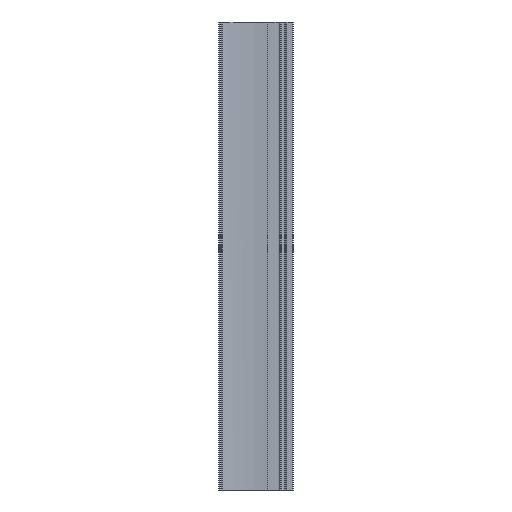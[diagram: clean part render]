
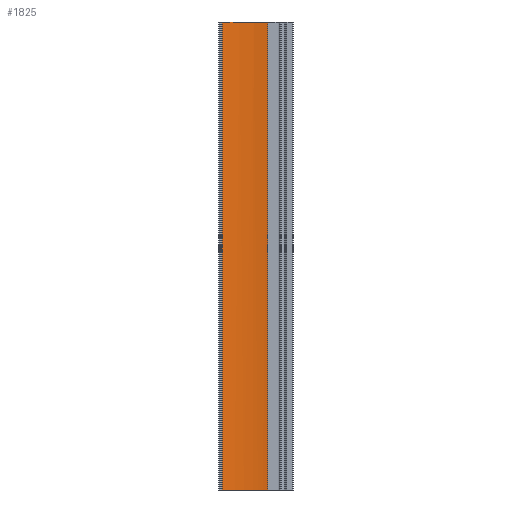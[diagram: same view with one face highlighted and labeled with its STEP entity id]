
A CAD part, front view. The second image highlights one B-rep face of the part: STEP entity #1825.
In plain terms, the highlighted cylindrical face has radius 70 mm (diameter 140 mm), a partial arc.
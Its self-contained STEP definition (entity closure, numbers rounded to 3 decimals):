
#279=CARTESIAN_POINT('',(0.,-68.052,-125.));
#280=DIRECTION('',(0.,0.,1.));
#281=DIRECTION('',(-0.209,0.978,0.));
#282=AXIS2_PLACEMENT_3D('',#279,#280,#281);
#287=CARTESIAN_POINT('',(0.,-68.052,-125.));
#288=DIRECTION('',(0.,0.,1.));
#289=DIRECTION('',(0.,1.,0.));
#290=AXIS2_PLACEMENT_3D('',#287,#288,#289);
#295=CARTESIAN_POINT('',(0.,-68.052,-125.));
#296=DIRECTION('',(0.,0.,1.));
#297=DIRECTION('',(0.113,0.994,0.));
#298=AXIS2_PLACEMENT_3D('',#295,#296,#297);
#437=CARTESIAN_POINT('',(0.,-68.052,125.));
#438=DIRECTION('',(0.,0.,-1.));
#439=DIRECTION('',(-0.209,0.978,0.));
#440=AXIS2_PLACEMENT_3D('',#437,#438,#439);
#445=CARTESIAN_POINT('',(0.,-68.052,125.));
#446=DIRECTION('',(0.,0.,-1.));
#447=DIRECTION('',(-0.234,0.972,0.));
#448=AXIS2_PLACEMENT_3D('',#445,#446,#447);
#856=DIRECTION('',(0.,0.,1.));
#857=VECTOR('',#856,250.);
#858=CARTESIAN_POINT('',(7.907,1.5,-125.));
#859=LINE('',#858,#857);
#863=DIRECTION('',(0.,0.,-1.));
#864=VECTOR('',#863,250.);
#865=CARTESIAN_POINT('',(-16.399,0.,125.));
#866=LINE('',#865,#864);
#1236=CARTESIAN_POINT('',(7.907,1.5,-125.));
#1237=VERTEX_POINT('',#1236);
#1238=CARTESIAN_POINT('',(0.,1.948,-125.));
#1239=VERTEX_POINT('',#1238);
#1240=CARTESIAN_POINT('',(-14.64,0.4,-125.));
#1241=VERTEX_POINT('',#1240);
#1242=CARTESIAN_POINT('',(-16.399,0.,-125.));
#1243=VERTEX_POINT('',#1242);
#1364=CARTESIAN_POINT('',(-16.399,0.,125.));
#1365=VERTEX_POINT('',#1364);
#1366=CARTESIAN_POINT('',(-14.64,0.4,125.));
#1367=CARTESIAN_POINT('',(7.907,1.5,125.));
#1368=VERTEX_POINT('',#1366);
#1369=VERTEX_POINT('',#1367);
#1810=CARTESIAN_POINT('',(0.,-68.052,0.));
#1811=DIRECTION('',(0.,0.,1.));
#1812=DIRECTION('',(0.209,-0.978,0.));
#1813=AXIS2_PLACEMENT_3D('',#1810,#1811,#1812);
#1814=CYLINDRICAL_SURFACE('',#1813,70.);
#1815=ORIENTED_EDGE('',*,*,#1804,.F.);
#1816=ORIENTED_EDGE('',*,*,#1484,.T.);
#1817=ORIENTED_EDGE('',*,*,#1482,.T.);
#1818=ORIENTED_EDGE('',*,*,#1480,.T.);
#1820=ORIENTED_EDGE('',*,*,#1819,.F.);
#1821=ORIENTED_EDGE('',*,*,#1566,.T.);
#1822=ORIENTED_EDGE('',*,*,#1564,.T.);
#1823=EDGE_LOOP('',(#1815,#1816,#1817,#1818,#1820,#1821,#1822));
#1824=FACE_OUTER_BOUND('',#1823,.F.);
#1825=ADVANCED_FACE('',(#1824),#1814,.F.);
#283=CIRCLE('',#282,70.);
#291=CIRCLE('',#290,70.);
#299=CIRCLE('',#298,70.);
#441=CIRCLE('',#440,70.);
#449=CIRCLE('',#448,70.);
#1480=EDGE_CURVE('',#1241,#1243,#283,.T.);
#1482=EDGE_CURVE('',#1239,#1241,#291,.T.);
#1484=EDGE_CURVE('',#1237,#1239,#299,.T.);
#1564=EDGE_CURVE('',#1368,#1369,#441,.T.);
#1566=EDGE_CURVE('',#1365,#1368,#449,.T.);
#1804=EDGE_CURVE('',#1237,#1369,#859,.T.);
#1819=EDGE_CURVE('',#1365,#1243,#866,.T.);
